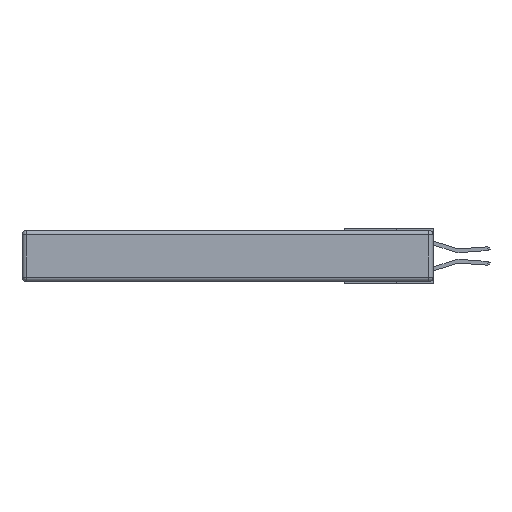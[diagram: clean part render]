
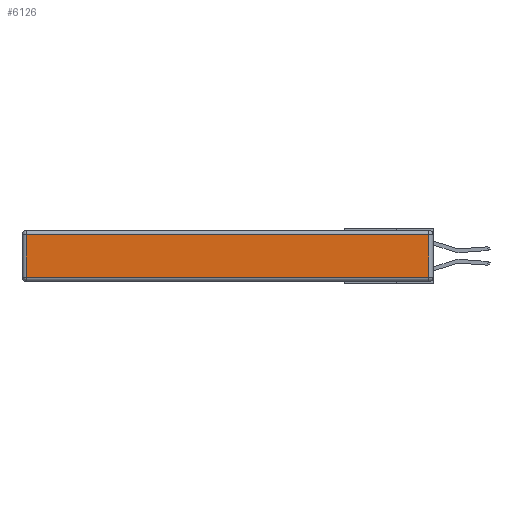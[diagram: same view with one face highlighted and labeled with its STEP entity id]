
A CAD part, left-side view. The second image highlights one B-rep face of the part: STEP entity #6126.
In plain terms, the highlighted planar face has unit normal (-1, 0, 0).
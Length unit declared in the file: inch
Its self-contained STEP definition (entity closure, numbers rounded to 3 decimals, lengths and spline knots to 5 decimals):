
#826 = AXIS2_PLACEMENT_3D ( 'NONE', #26404, #7858, #4391 ) ;
#3330 = VERTEX_POINT ( 'NONE', #20046 ) ;
#3355 = ORIENTED_EDGE ( 'NONE', *, *, #31751, .T. ) ;
#3562 = DIRECTION ( 'NONE',  ( 0., 0., -1. ) ) ;
#3600 = CARTESIAN_POINT ( 'NONE',  ( 0., 2.72, -0.313 ) ) ;
#3864 = VERTEX_POINT ( 'NONE', #12000 ) ;
#4391 = DIRECTION ( 'NONE',  ( 0., 0., 1. ) ) ;
#6126 = ADVANCED_FACE ( 'NONE', ( #15778 ), #15916, .T. ) ;
#7544 = EDGE_CURVE ( 'NONE', #3330, #3864, #27984, .T. ) ;
#7858 = DIRECTION ( 'NONE',  ( -1., 0., 0. ) ) ;
#9491 = VECTOR ( 'NONE', #21883, 39.37008 ) ;
#10275 = ORIENTED_EDGE ( 'NONE', *, *, #12246, .T. ) ;
#10738 = EDGE_CURVE ( 'NONE', #15943, #3330, #24928, .T. ) ;
#11337 = ORIENTED_EDGE ( 'NONE', *, *, #7544, .T. ) ;
#11718 = LINE ( 'NONE', #28290, #30361 ) ;
#12000 = CARTESIAN_POINT ( 'NONE',  ( 0., 0.03, -0.03 ) ) ;
#12246 = EDGE_CURVE ( 'NONE', #3864, #29034, #11718, .T. ) ;
#13685 = CARTESIAN_POINT ( 'NONE',  ( 0., 0.03, -0.343 ) ) ;
#15778 = FACE_OUTER_BOUND ( 'NONE', #24496, .T. ) ;
#15916 = PLANE ( 'NONE',  #826 ) ;
#15943 = VERTEX_POINT ( 'NONE', #3600 ) ;
#16471 = VECTOR ( 'NONE', #31385, 39.37008 ) ;
#20046 = CARTESIAN_POINT ( 'NONE',  ( 0., 0.03, -0.313 ) ) ;
#21883 = DIRECTION ( 'NONE',  ( 0., -1., 0. ) ) ;
#21992 = LINE ( 'NONE', #26222, #29593 ) ;
#23178 = DIRECTION ( 'NONE',  ( 0., 1., 0. ) ) ;
#24496 = EDGE_LOOP ( 'NONE', ( #28697, #11337, #10275, #3355 ) ) ;
#24928 = LINE ( 'NONE', #26578, #9491 ) ;
#26222 = CARTESIAN_POINT ( 'NONE',  ( 0., 2.72, -0.343 ) ) ;
#26404 = CARTESIAN_POINT ( 'NONE',  ( 0., 0., -0.343 ) ) ;
#26578 = CARTESIAN_POINT ( 'NONE',  ( 0., 0., -0.313 ) ) ;
#27984 = LINE ( 'NONE', #13685, #16471 ) ;
#28290 = CARTESIAN_POINT ( 'NONE',  ( 0., 2.75, -0.03 ) ) ;
#28697 = ORIENTED_EDGE ( 'NONE', *, *, #10738, .T. ) ;
#29034 = VERTEX_POINT ( 'NONE', #29199 ) ;
#29199 = CARTESIAN_POINT ( 'NONE',  ( 0., 2.72, -0.03 ) ) ;
#29593 = VECTOR ( 'NONE', #3562, 39.37008 ) ;
#30361 = VECTOR ( 'NONE', #23178, 39.37008 ) ;
#31385 = DIRECTION ( 'NONE',  ( 0., 0., 1. ) ) ;
#31751 = EDGE_CURVE ( 'NONE', #29034, #15943, #21992, .T. ) ;
